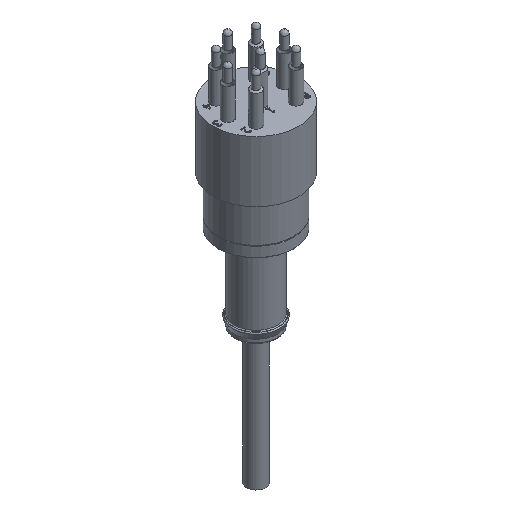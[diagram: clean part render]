
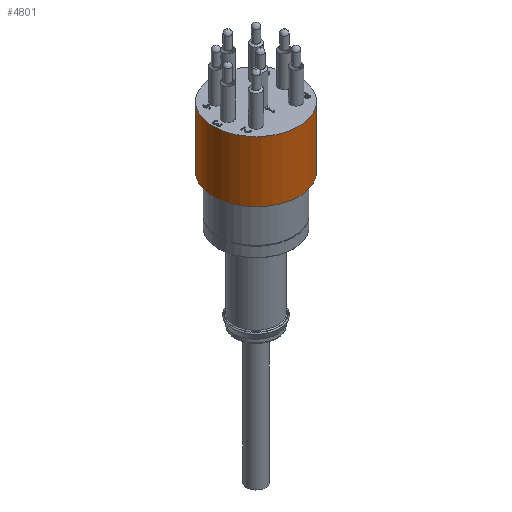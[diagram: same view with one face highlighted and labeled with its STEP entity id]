
A CAD part, isometric view. The second image highlights one B-rep face of the part: STEP entity #4801.
In plain terms, the highlighted cylindrical face has radius 12.675 mm (diameter 25.349 mm), a full revolution.
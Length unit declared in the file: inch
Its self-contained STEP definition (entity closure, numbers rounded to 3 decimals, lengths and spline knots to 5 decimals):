
#653=LINE('',#8901,#964);
#964=VECTOR('',#6211,0.499);
#988=CYLINDRICAL_SURFACE('',#5187,0.499);
#1420=FACE_OUTER_BOUND('',#1690,.T.);
#1690=EDGE_LOOP('',(#4380,#4381,#4382,#4383,#4384,#4385));
#1737=CIRCLE('',#4924,0.499);
#1738=CIRCLE('',#4925,0.499);
#1936=CIRCLE('',#5188,0.499);
#1937=CIRCLE('',#5189,0.499);
#2226=VERTEX_POINT('',#8202);
#2227=VERTEX_POINT('',#8203);
#2413=VERTEX_POINT('',#8898);
#2414=VERTEX_POINT('',#8899);
#2842=EDGE_CURVE('',#2226,#2227,#1737,.T.);
#2843=EDGE_CURVE('',#2227,#2226,#1738,.T.);
#3097=EDGE_CURVE('',#2413,#2414,#1936,.T.);
#3098=EDGE_CURVE('',#2414,#2227,#653,.T.);
#3099=EDGE_CURVE('',#2414,#2413,#1937,.T.);
#4380=ORIENTED_EDGE('',*,*,#3097,.T.);
#4381=ORIENTED_EDGE('',*,*,#3098,.T.);
#4382=ORIENTED_EDGE('',*,*,#2842,.F.);
#4383=ORIENTED_EDGE('',*,*,#2843,.F.);
#4384=ORIENTED_EDGE('',*,*,#3098,.F.);
#4385=ORIENTED_EDGE('',*,*,#3099,.T.);
#4801=ADVANCED_FACE('',(#1420),#988,.T.);
#4924=AXIS2_PLACEMENT_3D('',#8204,#5625,#5626);
#4925=AXIS2_PLACEMENT_3D('',#8205,#5627,#5628);
#5187=AXIS2_PLACEMENT_3D('',#8897,#6207,#6208);
#5188=AXIS2_PLACEMENT_3D('',#8900,#6209,#6210);
#5189=AXIS2_PLACEMENT_3D('',#8902,#6212,#6213);
#5625=DIRECTION('center_axis',(0.,0.,1.));
#5626=DIRECTION('ref_axis',(1.,0.,0.));
#5627=DIRECTION('center_axis',(0.,0.,1.));
#5628=DIRECTION('ref_axis',(1.,0.,0.));
#6207=DIRECTION('center_axis',(0.,0.,-1.));
#6208=DIRECTION('ref_axis',(-1.,0.,0.));
#6209=DIRECTION('center_axis',(0.,0.,1.));
#6210=DIRECTION('ref_axis',(1.,0.,0.));
#6211=DIRECTION('',(0.,0.,1.));
#6212=DIRECTION('center_axis',(0.,0.,1.));
#6213=DIRECTION('ref_axis',(1.,0.,0.));
#8202=CARTESIAN_POINT('',(-0.499,0.,0.6455));
#8203=CARTESIAN_POINT('',(0.499,0.,0.6455));
#8204=CARTESIAN_POINT('Origin',(0.,0.,
0.6455));
#8205=CARTESIAN_POINT('Origin',(0.,0.,
0.6455));
#8897=CARTESIAN_POINT('Origin',(0.,0.,
0.6455));
#8898=CARTESIAN_POINT('',(-0.499,0.,-0.0625));
#8899=CARTESIAN_POINT('',(0.499,0.,-0.0625));
#8900=CARTESIAN_POINT('Origin',(0.,0.,
-0.0625));
#8901=CARTESIAN_POINT('',(0.499,0.,0.6455));
#8902=CARTESIAN_POINT('Origin',(0.,0.,
-0.0625));
